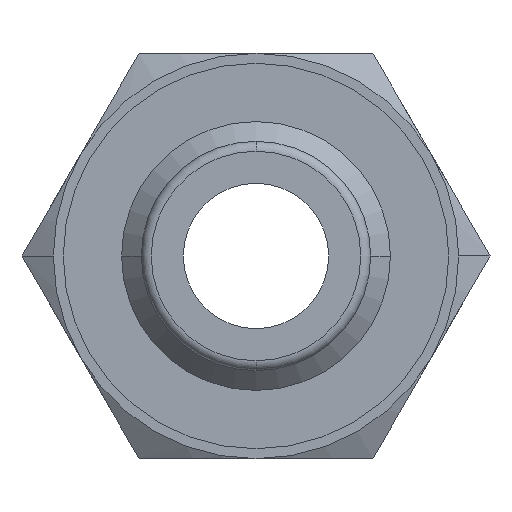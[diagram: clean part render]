
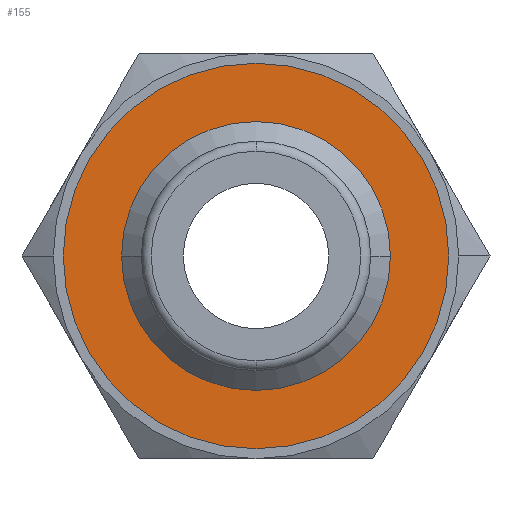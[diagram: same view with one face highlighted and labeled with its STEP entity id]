
A CAD part, front view. The second image highlights one B-rep face of the part: STEP entity #155.
In plain terms, the highlighted planar face has unit normal (0, -1, 0).
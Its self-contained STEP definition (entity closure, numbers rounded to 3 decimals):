
#155=ADVANCED_FACE('',(#317,#318),#319,.T.);
#317=FACE_OUTER_BOUND('',#482,.T.);
#318=FACE_BOUND('',#483,.T.);
#319=PLANE('',#484);
#482=EDGE_LOOP('',(#849,#850));
#483=EDGE_LOOP('',(#851,#852));
#484=AXIS2_PLACEMENT_3D('',#853,#854,#855);
#849=ORIENTED_EDGE('',*,*,#1079,.T.);
#850=ORIENTED_EDGE('',*,*,#977,.T.);
#851=ORIENTED_EDGE('',*,*,#943,.F.);
#852=ORIENTED_EDGE('',*,*,#1080,.F.);
#853=CARTESIAN_POINT('',(0.0,34.0,0.0));
#854=DIRECTION('',(0.0,-1.0,0.0));
#855=DIRECTION('',(-1.0,0.0,0.0));
#943=EDGE_CURVE('',#1105,#1101,#1107,.T.);
#977=EDGE_CURVE('',#1160,#1157,#1161,.T.);
#1079=EDGE_CURVE('',#1157,#1160,#1302,.T.);
#1080=EDGE_CURVE('',#1101,#1105,#1303,.T.);
#1101=VERTEX_POINT('',#1324);
#1105=VERTEX_POINT('',#1329);
#1107=CIRCLE('',#1332,13.6);
#1157=VERTEX_POINT('',#1394);
#1160=VERTEX_POINT('',#1398);
#1161=CIRCLE('',#1399,19.5);
#1302=CIRCLE('',#1821,19.5);
#1303=CIRCLE('',#1822,13.6);
#1324=CARTESIAN_POINT('',(13.6,34.0,0.));
#1329=CARTESIAN_POINT('',(-13.6,34.0,0.));
#1332=AXIS2_PLACEMENT_3D('',#1846,#1847,#1848);
#1394=CARTESIAN_POINT('',(19.5,34.0,0.0));
#1398=CARTESIAN_POINT('',(-19.5,34.0,0.));
#1399=AXIS2_PLACEMENT_3D('',#1898,#1899,#1900);
#1821=AXIS2_PLACEMENT_3D('',#2002,#2003,#2004);
#1822=AXIS2_PLACEMENT_3D('',#2005,#2006,#2007);
#1846=CARTESIAN_POINT('',(0.0,34.0,0.0));
#1847=DIRECTION('',(0.0,-1.0,0.0));
#1848=DIRECTION('',(1.0,0.0,0.0));
#1898=CARTESIAN_POINT('',(0.0,34.0,0.0));
#1899=DIRECTION('',(0.0,-1.0,0.0));
#1900=DIRECTION('',(1.0,0.0,0.0));
#2002=CARTESIAN_POINT('',(0.0,34.0,0.0));
#2003=DIRECTION('',(0.0,-1.0,0.0));
#2004=DIRECTION('',(1.0,0.0,0.0));
#2005=CARTESIAN_POINT('',(0.0,34.0,0.0));
#2006=DIRECTION('',(0.0,-1.0,0.0));
#2007=DIRECTION('',(1.0,0.0,0.0));
